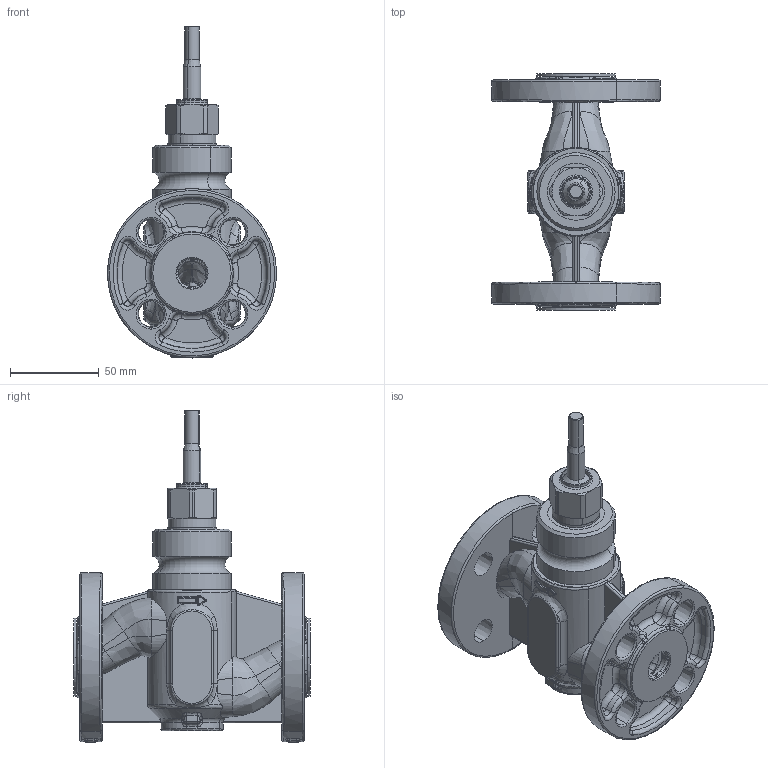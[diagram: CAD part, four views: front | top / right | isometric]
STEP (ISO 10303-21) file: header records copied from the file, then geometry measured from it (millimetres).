
FILE_DESCRIPTION(('CATIA V5 STEP Exchange'),'2;1');
FILE_NAME('VLA325 DN15.stp','2016-09-19T12:42:45+00:00',('none'),('none'),'CATIA Version 5-6 Release 2014 SP4 HF22','CATIA V5 STEP AP203','none');
FILE_SCHEMA(('CONFIG_CONTROL_DESIGN'));
Length unit declared in the file: millimetre
Products named in the file (2): 6137s5; 954-1367s1
Assembly tree (14 placements, depth 3):
  6137s5
    #57
    954-1367s1
      #64265
      #66734  x2
      #66855  x2
      #67229
      #67398
    #67580
    #68099
    #69219
    #69242  x2
Bounding box: 94.97 x 133 x 186.7 mm (x, y, z)
Volume: 281206.4 mm3; surface area: 111636.6 mm2
Topology: 12 solids, 12 shells, 1222 faces, 2845 edges, 1621 vertices
Faces by surface type: bspline 422, torus 252, cylinder 204, cone 171, plane 107, sphere 28, extrusion 22, revolution 16
Entity records: 69388 total; most frequent: CARTESIAN_POINT 47033, ORIENTED_EDGE 5520, EDGE_CURVE 2760, DIRECTION 2667, VERTEX_POINT 1593, AXIS2_PLACEMENT_3D 1592, B_SPLINE_CURVE_WITH_KNOTS 1343, EDGE_LOOP 1243
